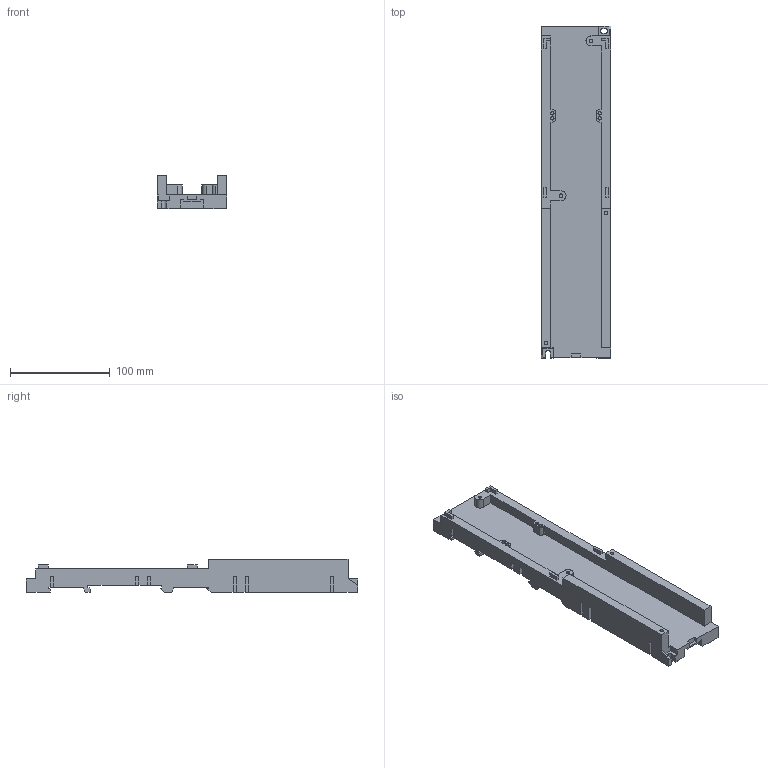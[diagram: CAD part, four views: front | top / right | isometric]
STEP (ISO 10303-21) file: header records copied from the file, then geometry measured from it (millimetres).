
FILE_DESCRIPTION(('STEP AP214'),'1');
FILE_NAME('cctmp_088200CC-0DFA-4CFC-9DC9-A5664AED5AF7_2023_07_18_12_11_35_0231..stp','2023-07-18T10:11:35',('SIEMENS A&D'),('CADClick - www.CADClick.com'),'Spatial InterOp 3D postprocessed',' ','unknown authorization');
FILE_SCHEMA(('AUTOMOTIVE_DESIGN'));
Length unit declared in the file: millimetre
Products named in the file (1): 2023_07_18_12_11_35_0216
Bounding box: 70 x 332.5 x 33.5 mm (x, y, z)
Volume: 333185.3 mm3; surface area: 81312.1 mm2
Topology: 1 solids, 1 shells, 224 faces, 611 edges, 406 vertices
Faces by surface type: plane 186, cylinder 38
Entity records: 11767 total; most frequent: STYLED_ITEM 1242, PRESENTATION_STYLE_ASSIGNMENT 1242, CARTESIAN_POINT 1242, ORIENTED_EDGE 1222, DIRECTION 1137, EDGE_CURVE 611, CURVE_STYLE 611, DRAUGHTING_PRE_DEFINED_CURVE_FONT 611
